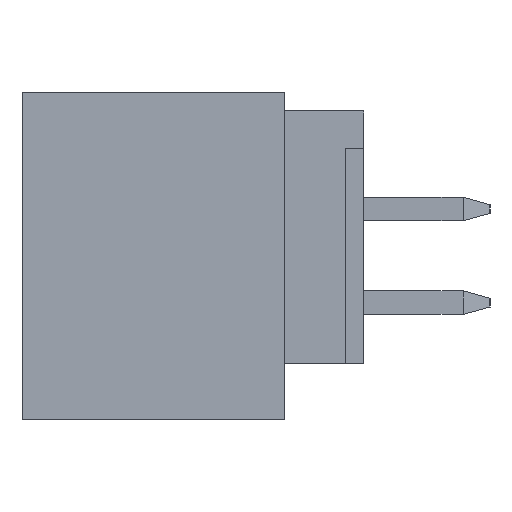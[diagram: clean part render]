
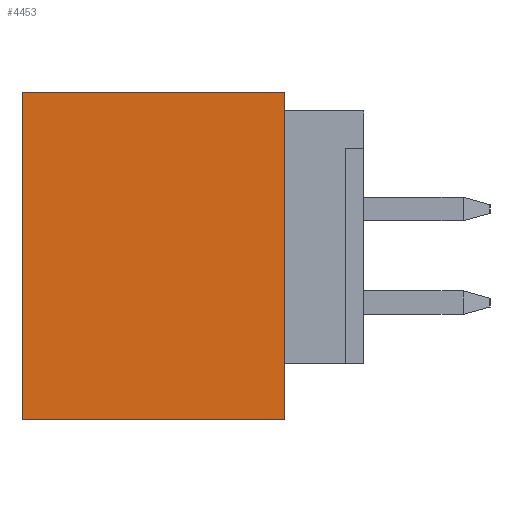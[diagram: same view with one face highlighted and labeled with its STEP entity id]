
A CAD part, left-side view. The second image highlights one B-rep face of the part: STEP entity #4453.
In plain terms, the highlighted planar face has unit normal (-1, 0, 0).
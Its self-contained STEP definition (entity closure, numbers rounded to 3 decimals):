
#1=DIRECTION('',(0.,-1.,0.));
#2=VECTOR('',#1,7.11);
#3=CARTESIAN_POINT('',(-12.7,3.555,-4.445));
#4=LINE('',#3,#2);
#17=DIRECTION('',(0.,0.,1.));
#18=VECTOR('',#17,8.89);
#19=CARTESIAN_POINT('',(-12.7,3.555,-4.445));
#20=LINE('',#19,#18);
#3167=DIRECTION('',(0.,0.,1.));
#3168=VECTOR('',#3167,8.89);
#3169=CARTESIAN_POINT('',(-12.7,-3.555,-4.445));
#3170=LINE('',#3169,#3168);
#3225=DIRECTION('',(0.,-1.,0.));
#3226=VECTOR('',#3225,7.11);
#3227=CARTESIAN_POINT('',(-12.7,3.555,4.445));
#3228=LINE('',#3227,#3226);
#3403=CARTESIAN_POINT('',(-12.7,3.555,-4.445));
#3404=CARTESIAN_POINT('',(-12.7,-3.555,-4.445));
#3405=VERTEX_POINT('',#3403);
#3406=VERTEX_POINT('',#3404);
#3411=CARTESIAN_POINT('',(-12.7,3.555,4.445));
#3412=CARTESIAN_POINT('',(-12.7,-3.555,4.445));
#3413=VERTEX_POINT('',#3411);
#3414=VERTEX_POINT('',#3412);
#4439=CARTESIAN_POINT('',(-12.7,3.555,-4.445));
#4440=DIRECTION('',(-1.,0.,0.));
#4441=DIRECTION('',(0.,-1.,0.));
#4442=AXIS2_PLACEMENT_3D('',#4439,#4440,#4441);
#4443=PLANE('',#4442);
#4444=ORIENTED_EDGE('',*,*,#4428,.F.);
#4446=ORIENTED_EDGE('',*,*,#4445,.T.);
#4448=ORIENTED_EDGE('',*,*,#4447,.T.);
#4450=ORIENTED_EDGE('',*,*,#4449,.F.);
#4451=EDGE_LOOP('',(#4444,#4446,#4448,#4450));
#4452=FACE_OUTER_BOUND('',#4451,.F.);
#4453=ADVANCED_FACE('',(#4452),#4443,.T.);
#4428=EDGE_CURVE('',#3405,#3406,#4,.T.);
#4445=EDGE_CURVE('',#3405,#3413,#20,.T.);
#4447=EDGE_CURVE('',#3413,#3414,#3228,.T.);
#4449=EDGE_CURVE('',#3406,#3414,#3170,.T.);
